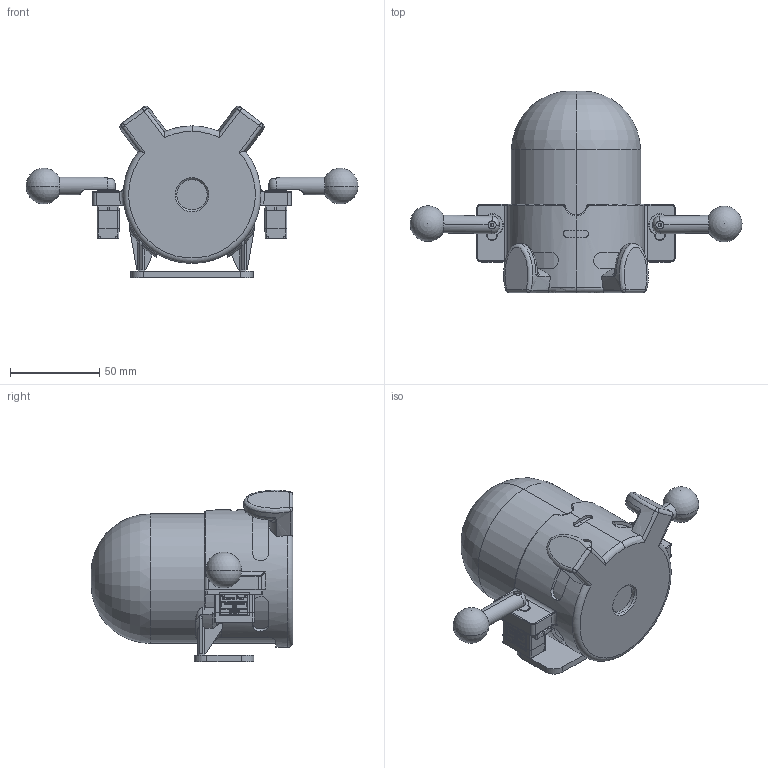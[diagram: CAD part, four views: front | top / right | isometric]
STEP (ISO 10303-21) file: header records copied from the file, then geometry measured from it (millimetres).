
FILE_DESCRIPTION (( 'STEP AP203' ), '1' );
FILE_NAME ('finalAssy.STEP', '2018-10-23T10:27:03', ( '' ), ( '' ), 'SwSTEP 2.0', 'SolidWorks 2018', '' );
FILE_SCHEMA (( 'CONFIG_CONTROL_DESIGN' ));
Length unit declared in the file: millimetre
Products named in the file (8): clova; arm; SG90 - Micro Servo 9g - Tower Pro.1_Peca; robobody; SG90 - Micro Servo 9g - Tower Pro_Braco Duplo; envelope; finalAssy; obniz
Assembly tree (8 placements, depth 3):
  envelope
  finalAssy
    robobody
    clova
    arm  x2
    obniz
    SG90 - Micro Servo 9g - Tower Pro_Braco Duplo  x2
      SG90 - Micro Servo 9g - Tower Pro.1_Peca
Bounding box: 185.99 x 113 x 96.02 mm (x, y, z)
Volume: 492200.6 mm3; surface area: 83415.6 mm2
Topology: 31 solids, 31 shells, 1584 faces, 5285 edges, 3980 vertices
Faces by surface type: plane 971, cylinder 428, torus 97, bspline 66, sphere 12, cone 10
Entity records: 44247 total; most frequent: CARTESIAN_POINT 17537, ORIENTED_EDGE 5970, DIRECTION 4636, EDGE_CURVE 2985, VERTEX_POINT 2209, VECTOR 1576, LINE 1576, AXIS2_PLACEMENT_3D 1530
